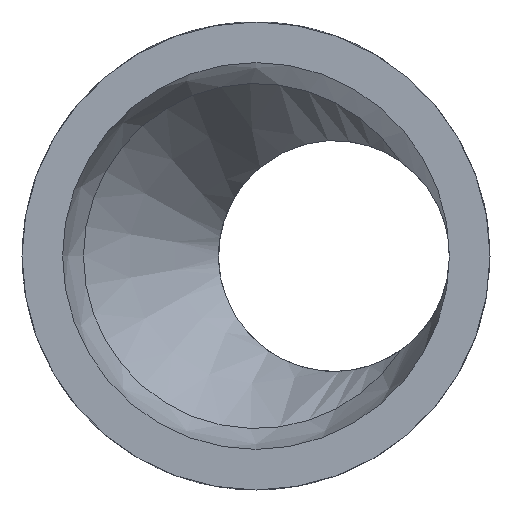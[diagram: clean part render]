
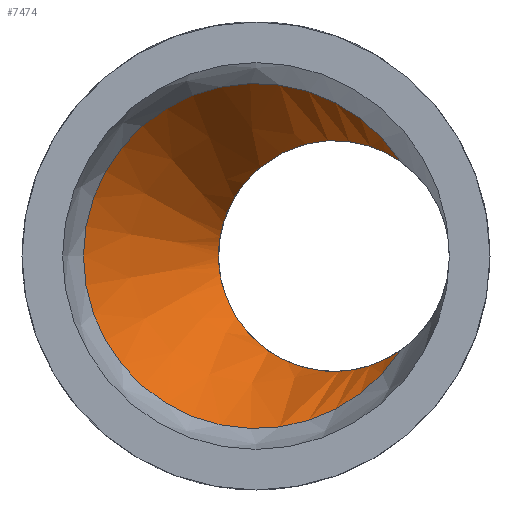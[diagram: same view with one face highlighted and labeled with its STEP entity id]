
A CAD part, left-side view. The second image highlights one B-rep face of the part: STEP entity #7474.
In plain terms, the highlighted conical face has half-angle 30 degrees and reference radius 3.512 mm.
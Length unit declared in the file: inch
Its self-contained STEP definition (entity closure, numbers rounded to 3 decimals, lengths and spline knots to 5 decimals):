
#15=CONICAL_SURFACE('',#7847,0.13825,30.);
#870=FACE_OUTER_BOUND('',#1323,.T.);
#1323=EDGE_LOOP('',(#6990,#6991));
#1473=CIRCLE('',#7848,0.27651);
#2899=B_SPLINE_CURVE_WITH_KNOTS('',3,(#17070,#17071,#17072,#17073,#17074,
#17075,#17076,#17077,#17078,#17079,#17080,#17081,#17082,#17083,#17084,#17085,
#17086,#17087,#17088,#17089,#17090,#17091,#17092,#17093,#17094,#17095,#17096,
#17097,#17098,#17099,#17100,#17101,#17102,#17103,#17104,#17105,#17106,#17107,
#17108,#17109,#17110,#17111,#17112,#17113,#17114,#17115,#17116,#17117,#17118,
#17119,#17120,#17121),.UNSPECIFIED.,.F.,.F.,(4,3,3,3,3,3,3,3,3,3,3,3,3,
3,3,3,3,4),(-1.35562,-1.23396,-1.1191,-0.80976,
-0.50637,-0.39273,-0.17418,-0.09953,
-0.01518,0.04544,0.11073,0.27668,
0.47303,0.57351,0.94318,1.22642,
1.33411,1.35562),.UNSPECIFIED.);
#3642=VERTEX_POINT('',#17068);
#3643=VERTEX_POINT('',#17069);
#4757=EDGE_CURVE('',#3642,#3643,#2899,.T.);
#4762=EDGE_CURVE('',#3642,#3643,#1473,.T.);
#6990=ORIENTED_EDGE('',*,*,#4757,.T.);
#6991=ORIENTED_EDGE('',*,*,#4762,.F.);
#7474=ADVANCED_FACE('',(#870),#15,.F.);
#7847=AXIS2_PLACEMENT_3D('',#17151,#9077,#9078);
#7848=AXIS2_PLACEMENT_3D('',#17152,#9079,#9080);
#9077=DIRECTION('center_axis',(-1.,0.,0.));
#9078=DIRECTION('ref_axis',(0.,1.,0.));
#9079=DIRECTION('center_axis',(1.,0.,0.));
#9080=DIRECTION('ref_axis',(0.,0.,-1.));
#17068=CARTESIAN_POINT('',(0.5,-0.23142,-0.15132));
#17069=CARTESIAN_POINT('',(0.5,-0.23142,0.15132));
#17070=CARTESIAN_POINT('Ctrl Pts',(0.5,-0.23142,-0.15132));
#17071=CARTESIAN_POINT('Ctrl Pts',(0.50927,-0.21959,
-0.15965));
#17072=CARTESIAN_POINT('Ctrl Pts',(0.51923,-0.20723,
-0.16621));
#17073=CARTESIAN_POINT('Ctrl Pts',(0.52904,-0.19547,
-0.17105));
#17074=CARTESIAN_POINT('Ctrl Pts',(0.5383,-0.18435,
-0.17563));
#17075=CARTESIAN_POINT('Ctrl Pts',(0.54793,-0.17313,
-0.17901));
#17076=CARTESIAN_POINT('Ctrl Pts',(0.55807,-0.16176,
-0.18131));
#17077=CARTESIAN_POINT('Ctrl Pts',(0.58537,-0.13111,
-0.18752));
#17078=CARTESIAN_POINT('Ctrl Pts',(0.61586,-0.10002,
-0.18561));
#17079=CARTESIAN_POINT('Ctrl Pts',(0.64747,-0.07208,
-0.17727));
#17080=CARTESIAN_POINT('Ctrl Pts',(0.67847,-0.04468,
-0.16909));
#17081=CARTESIAN_POINT('Ctrl Pts',(0.71061,-0.02036,
-0.15475));
#17082=CARTESIAN_POINT('Ctrl Pts',(0.74095,-0.00111,
-0.13739));
#17083=CARTESIAN_POINT('Ctrl Pts',(0.75232,0.00611,
-0.13088));
#17084=CARTESIAN_POINT('Ctrl Pts',(0.76414,0.01308,
-0.12356));
#17085=CARTESIAN_POINT('Ctrl Pts',(0.77618,0.01959,
-0.1154));
#17086=CARTESIAN_POINT('Ctrl Pts',(0.79933,0.03211,
-0.09972));
#17087=CARTESIAN_POINT('Ctrl Pts',(0.82321,0.0426,
-0.08136));
#17088=CARTESIAN_POINT('Ctrl Pts',(0.84309,0.0498,
-0.06059));
#17089=CARTESIAN_POINT('Ctrl Pts',(0.84988,0.05226,
-0.05349));
#17090=CARTESIAN_POINT('Ctrl Pts',(0.85609,0.05432,
-0.04623));
#17091=CARTESIAN_POINT('Ctrl Pts',(0.86159,0.05604,
-0.03806));
#17092=CARTESIAN_POINT('Ctrl Pts',(0.86779,0.05798,
-0.02883));
#17093=CARTESIAN_POINT('Ctrl Pts',(0.87331,0.05953,
-0.01736));
#17094=CARTESIAN_POINT('Ctrl Pts',(0.87464,0.0599,
-0.00605));
#17095=CARTESIAN_POINT('Ctrl Pts',(0.8756,0.06017,
0.00208));
#17096=CARTESIAN_POINT('Ctrl Pts',(0.87458,0.05989,
0.01021));
#17097=CARTESIAN_POINT('Ctrl Pts',(0.87181,0.0591,
0.0182));
#17098=CARTESIAN_POINT('Ctrl Pts',(0.86883,0.05825,
0.02682));
#17099=CARTESIAN_POINT('Ctrl Pts',(0.86403,0.05683,
0.0348));
#17100=CARTESIAN_POINT('Ctrl Pts',(0.85909,0.05525,
0.04164));
#17101=CARTESIAN_POINT('Ctrl Pts',(0.84652,0.05124,
0.05903));
#17102=CARTESIAN_POINT('Ctrl Pts',(0.83008,0.04525,
0.07412));
#17103=CARTESIAN_POINT('Ctrl Pts',(0.81292,0.03766,
0.08813));
#17104=CARTESIAN_POINT('Ctrl Pts',(0.79262,0.02867,
0.10472));
#17105=CARTESIAN_POINT('Ctrl Pts',(0.77107,0.01733,
0.11941));
#17106=CARTESIAN_POINT('Ctrl Pts',(0.75103,0.00515,
0.13147));
#17107=CARTESIAN_POINT('Ctrl Pts',(0.74078,-0.00108,
0.13764));
#17108=CARTESIAN_POINT('Ctrl Pts',(0.73084,-0.00752,
0.14318));
#17109=CARTESIAN_POINT('Ctrl Pts',(0.72057,-0.01459,
0.14844));
#17110=CARTESIAN_POINT('Ctrl Pts',(0.68279,-0.04062,
0.1678));
#17111=CARTESIAN_POINT('Ctrl Pts',(0.64352,-0.07385,
0.18139));
#17112=CARTESIAN_POINT('Ctrl Pts',(0.60736,-0.10968,
0.18436));
#17113=CARTESIAN_POINT('Ctrl Pts',(0.57965,-0.13714,
0.18665));
#17114=CARTESIAN_POINT('Ctrl Pts',(0.55369,-0.16601,
0.18277));
#17115=CARTESIAN_POINT('Ctrl Pts',(0.53086,-0.19328,
0.17194));
#17116=CARTESIAN_POINT('Ctrl Pts',(0.52218,-0.20366,
0.16782));
#17117=CARTESIAN_POINT('Ctrl Pts',(0.51337,-0.2145,
0.1624));
#17118=CARTESIAN_POINT('Ctrl Pts',(0.50497,-0.2251,
0.15558));
#17119=CARTESIAN_POINT('Ctrl Pts',(0.5033,-0.22722,
0.15421));
#17120=CARTESIAN_POINT('Ctrl Pts',(0.50164,-0.22933,
0.1528));
#17121=CARTESIAN_POINT('Ctrl Pts',(0.5,-0.23142,0.15132));
#17151=CARTESIAN_POINT('Origin',(0.73946,0.,0.));
#17152=CARTESIAN_POINT('Origin',(0.5,0.,0.));
